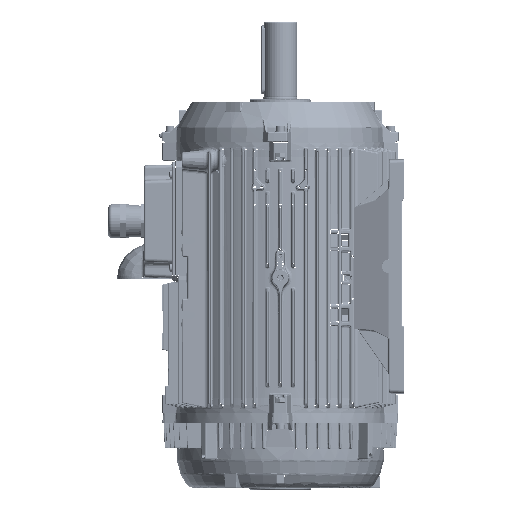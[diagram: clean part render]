
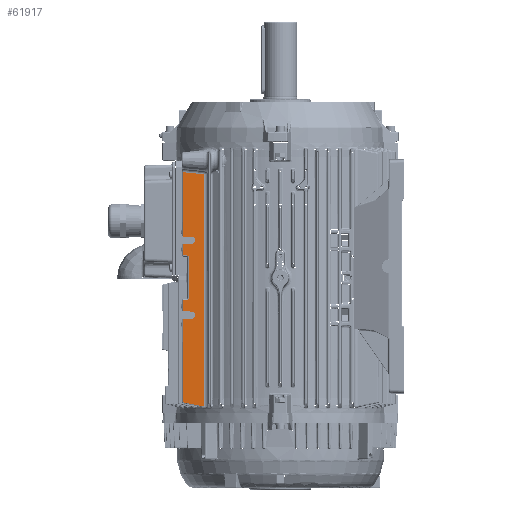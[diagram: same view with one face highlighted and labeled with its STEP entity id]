
A CAD part, left-side view. The second image highlights one B-rep face of the part: STEP entity #61917.
In plain terms, the highlighted planar face has unit normal (-1, 0.018, 0).
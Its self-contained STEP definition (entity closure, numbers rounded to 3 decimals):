
#392=ELLIPSE('',#165137,3.,3.);
#393=ELLIPSE('',#165147,3.,3.);
#436=ELLIPSE('',#165461,5.251,5.25);
#445=ELLIPSE('',#165491,5.251,5.25);
#10878=B_SPLINE_CURVE_WITH_KNOTS('',3,(#234855,#234856,#234857,#234858),
 .UNSPECIFIED.,.F.,.F.,(4,4),(0.,1.),.UNSPECIFIED.);
#10879=B_SPLINE_CURVE_WITH_KNOTS('',3,(#234901,#234902,#234903,#234904),
 .UNSPECIFIED.,.F.,.F.,(4,4),(0.,1.),.UNSPECIFIED.);
#20596=LINE('',#232166,#27046);
#20612=LINE('',#232801,#27062);
#20615=LINE('',#232808,#27065);
#20618=LINE('',#232911,#27068);
#20620=LINE('',#233011,#27070);
#20625=LINE('',#233101,#27075);
#20667=LINE('',#234030,#27117);
#20702=LINE('',#235528,#27152);
#20730=LINE('',#235672,#27180);
#20736=LINE('',#235682,#27186);
#20741=LINE('',#235691,#27191);
#20744=LINE('',#235696,#27194);
#27046=VECTOR('',#181777,1.);
#27062=VECTOR('',#181905,1.);
#27065=VECTOR('',#181912,1.);
#27068=VECTOR('',#181931,1.);
#27070=VECTOR('',#181951,1.);
#27075=VECTOR('',#181974,1.);
#27117=VECTOR('',#182204,1.);
#27152=VECTOR('',#182389,1.);
#27180=VECTOR('',#182507,1.);
#27186=VECTOR('',#182515,1.);
#27191=VECTOR('',#182522,1.);
#27194=VECTOR('',#182527,1.);
#61917=ADVANCED_FACE('',(#70567),#66900,.T.);
#66900=PLANE('',#167868);
#70567=FACE_OUTER_BOUND('',#77742,.T.);
#77742=EDGE_LOOP('',(#96097,#96098,#96099,#96100,#96101,#96102,#96103,#96104,
#96105,#96106,#96107,#96108,#96109,#96110,#96111,#96112,#96113,#96114));
#96097=ORIENTED_EDGE('',*,*,#134287,.T.);
#96098=ORIENTED_EDGE('',*,*,#134221,.T.);
#96099=ORIENTED_EDGE('',*,*,#134434,.F.);
#96100=ORIENTED_EDGE('',*,*,#134643,.F.);
#96101=ORIENTED_EDGE('',*,*,#134440,.F.);
#96102=ORIENTED_EDGE('',*,*,#134056,.T.);
#96103=ORIENTED_EDGE('',*,*,#134052,.T.);
#96104=ORIENTED_EDGE('',*,*,#134061,.T.);
#96105=ORIENTED_EDGE('',*,*,#134067,.T.);
#96106=ORIENTED_EDGE('',*,*,#134073,.T.);
#96107=ORIENTED_EDGE('',*,*,#134078,.T.);
#96108=ORIENTED_EDGE('',*,*,#134092,.T.);
#96109=ORIENTED_EDGE('',*,*,#134445,.F.);
#96110=ORIENTED_EDGE('',*,*,#134699,.F.);
#96111=ORIENTED_EDGE('',*,*,#134448,.F.);
#96112=ORIENTED_EDGE('',*,*,#133978,.T.);
#96113=ORIENTED_EDGE('',*,*,#134289,.T.);
#96114=ORIENTED_EDGE('',*,*,#134375,.T.);
#120182=VERTEX_POINT('',#232165);
#120183=VERTEX_POINT('',#232167);
#120230=VERTEX_POINT('',#232787);
#120235=VERTEX_POINT('',#232800);
#120237=VERTEX_POINT('',#232806);
#120241=VERTEX_POINT('',#232858);
#120245=VERTEX_POINT('',#232910);
#120249=VERTEX_POINT('',#232922);
#120252=VERTEX_POINT('',#233010);
#120259=VERTEX_POINT('',#233099);
#120340=VERTEX_POINT('',#233966);
#120343=VERTEX_POINT('',#234028);
#120388=VERTEX_POINT('',#234818);
#120389=VERTEX_POINT('',#234905);
#120474=VERTEX_POINT('',#235673);
#120477=VERTEX_POINT('',#235683);
#120479=VERTEX_POINT('',#235690);
#120481=VERTEX_POINT('',#235697);
#133978=EDGE_CURVE('',#120183,#120182,#20596,.T.);
#134052=EDGE_CURVE('',#120230,#120235,#20612,.T.);
#134056=EDGE_CURVE('',#120237,#120230,#20615,.T.);
#134061=EDGE_CURVE('',#120235,#120241,#392,.T.);
#134067=EDGE_CURVE('',#120241,#120245,#20618,.T.);
#134073=EDGE_CURVE('',#120245,#120249,#393,.T.);
#134078=EDGE_CURVE('',#120249,#120252,#20620,.T.);
#134092=EDGE_CURVE('',#120252,#120259,#20625,.T.);
#134221=EDGE_CURVE('',#120340,#120343,#20667,.T.);
#134287=EDGE_CURVE('',#120388,#120340,#10878,.T.);
#134289=EDGE_CURVE('',#120182,#120389,#10879,.T.);
#134375=EDGE_CURVE('',#120389,#120388,#20702,.T.);
#134434=EDGE_CURVE('',#120474,#120343,#20730,.T.);
#134440=EDGE_CURVE('',#120237,#120477,#20736,.T.);
#134445=EDGE_CURVE('',#120479,#120259,#20741,.T.);
#134448=EDGE_CURVE('',#120183,#120481,#20744,.T.);
#134643=EDGE_CURVE('',#120477,#120474,#436,.T.);
#134699=EDGE_CURVE('',#120481,#120479,#445,.T.);
#165137=AXIS2_PLACEMENT_3D('',#232859,#181921,#181922);
#165147=AXIS2_PLACEMENT_3D('',#232923,#181945,#181946);
#165461=AXIS2_PLACEMENT_3D('',#236403,#182822,#182823);
#165491=AXIS2_PLACEMENT_3D('',#236539,#182922,#182923);
#167868=AXIS2_PLACEMENT_3D('',#257664,#189090,#189091);
#181777=DIRECTION('',(0.,0.,-1.));
#181905=DIRECTION('',(-0.017,-0.999,-0.035));
#181912=DIRECTION('',(0.,0.,-1.));
#181921=DIRECTION('',(1.,-0.017,0.));
#181922=DIRECTION('',(0.017,1.,0.));
#181931=DIRECTION('',(0.,0.,-1.));
#181945=DIRECTION('',(1.,-0.017,0.));
#181946=DIRECTION('',(-0.017,-1.,0.));
#181951=DIRECTION('',(0.017,0.999,-0.035));
#181974=DIRECTION('',(0.,0.,-1.));
#182204=DIRECTION('',(0.,0.,-1.));
#182389=DIRECTION('',(0.,0.,1.));
#182507=DIRECTION('',(0.017,0.999,0.035));
#182515=DIRECTION('',(-0.017,-0.999,0.035));
#182522=DIRECTION('',(0.017,0.999,0.035));
#182527=DIRECTION('',(-0.017,-0.999,0.035));
#182822=DIRECTION('',(-1.,0.017,0.));
#182823=DIRECTION('',(-0.017,-1.,0.));
#182922=DIRECTION('',(-1.,0.017,0.));
#182923=DIRECTION('',(-0.017,-1.,0.));
#189090=DIRECTION('',(-1.,0.017,0.));
#189091=DIRECTION('',(-0.017,-1.,0.));
#232165=CARTESIAN_POINT('',(-106.876,141.535,-444.702));
#232166=CARTESIAN_POINT('',(-106.876,141.535,-73.5));
#232167=CARTESIAN_POINT('',(-106.876,141.535,-323.17));
#232787=CARTESIAN_POINT('',(-106.876,141.535,-230.289));
#232800=CARTESIAN_POINT('',(-106.965,136.43,-230.468));
#232801=CARTESIAN_POINT('',(-107.404,111.309,-231.345));
#232806=CARTESIAN_POINT('',(-106.876,141.535,-214.17));
#232808=CARTESIAN_POINT('',(-106.876,141.535,-73.5));
#232858=CARTESIAN_POINT('',(-107.016,133.535,-233.466));
#232859=CARTESIAN_POINT('',(-106.963,136.535,-233.466));
#232910=CARTESIAN_POINT('',(-107.016,133.535,-292.534));
#232911=CARTESIAN_POINT('',(-107.016,133.535,-73.5));
#232922=CARTESIAN_POINT('',(-106.965,136.43,-295.532));
#232923=CARTESIAN_POINT('',(-106.963,136.535,-292.534));
#233010=CARTESIAN_POINT('',(-106.876,141.535,-295.711));
#233011=CARTESIAN_POINT('',(-107.634,98.094,-294.194));
#233099=CARTESIAN_POINT('',(-106.876,141.535,-311.83));
#233101=CARTESIAN_POINT('',(-106.876,141.535,-73.5));
#233966=CARTESIAN_POINT('',(-106.876,141.535,-109.044));
#234028=CARTESIAN_POINT('',(-106.876,141.535,-202.83));
#234030=CARTESIAN_POINT('',(-106.876,141.535,-73.5));
#234818=CARTESIAN_POINT('',(-107.411,110.895,-112.224));
#234855=CARTESIAN_POINT('',(-107.411,110.895,-112.224));
#234856=CARTESIAN_POINT('',(-107.233,121.109,-111.164));
#234857=CARTESIAN_POINT('',(-107.054,131.322,-110.104));
#234858=CARTESIAN_POINT('',(-106.876,141.535,-109.044));
#234901=CARTESIAN_POINT('',(-106.876,141.535,-444.702));
#234902=CARTESIAN_POINT('',(-107.054,131.342,-446.86));
#234903=CARTESIAN_POINT('',(-107.232,121.132,-448.935));
#234904=CARTESIAN_POINT('',(-107.411,110.895,-450.881));
#234905=CARTESIAN_POINT('',(-107.411,110.895,-450.881));
#235528=CARTESIAN_POINT('',(-107.411,110.895,-107.774));
#235672=CARTESIAN_POINT('',(-107.421,110.352,-203.919));
#235673=CARTESIAN_POINT('',(-107.086,129.504,-203.25));
#235682=CARTESIAN_POINT('',(-107.585,100.937,-212.752));
#235683=CARTESIAN_POINT('',(-107.086,129.504,-213.75));
#235690=CARTESIAN_POINT('',(-107.086,129.504,-312.25));
#235691=CARTESIAN_POINT('',(-107.354,114.152,-312.786));
#235696=CARTESIAN_POINT('',(-107.651,97.137,-321.62));
#235697=CARTESIAN_POINT('',(-107.086,129.504,-322.75));
#236403=CARTESIAN_POINT('',(-107.086,129.5,-208.5));
#236539=CARTESIAN_POINT('',(-107.086,129.5,-317.5));
#257664=CARTESIAN_POINT('',(-107.5,105.799,-73.5));
